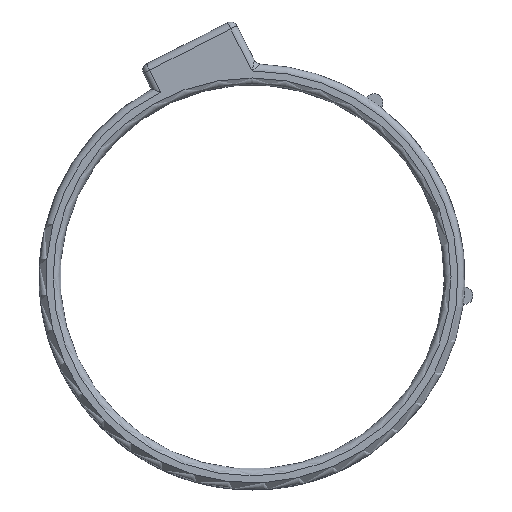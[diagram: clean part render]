
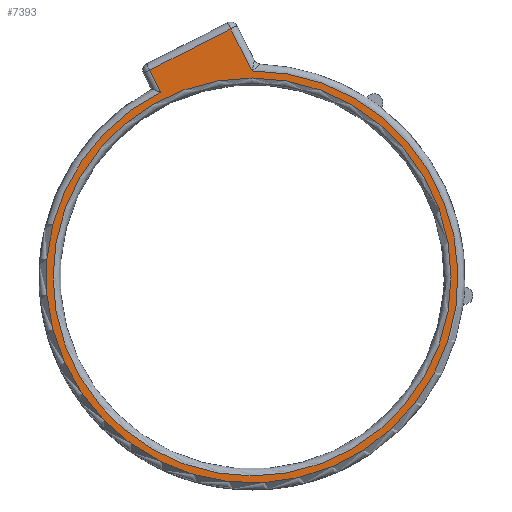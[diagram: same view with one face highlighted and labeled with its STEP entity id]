
A CAD part, top view. The second image highlights one B-rep face of the part: STEP entity #7393.
In plain terms, the highlighted planar face has unit normal (0, 0, 1).
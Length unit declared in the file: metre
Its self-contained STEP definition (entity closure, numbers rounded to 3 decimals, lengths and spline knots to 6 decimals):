
#199=PLANE('',#7969);
#941=CIRCLE('',#7970,0.0285);
#942=CIRCLE('',#7971,0.0295);
#1407=ORIENTED_EDGE('',*,*,#3747,.T.);
#1408=ORIENTED_EDGE('',*,*,#3748,.T.);
#1409=ORIENTED_EDGE('',*,*,#3749,.T.);
#1410=ORIENTED_EDGE('',*,*,#3750,.T.);
#1411=ORIENTED_EDGE('',*,*,#3751,.T.);
#3747=EDGE_CURVE('',#4911,#4911,#941,.F.);
#3748=EDGE_CURVE('',#4912,#4913,#5407,.T.);
#3749=EDGE_CURVE('',#4913,#4914,#5408,.T.);
#3750=EDGE_CURVE('',#4914,#4915,#5409,.F.);
#3751=EDGE_CURVE('',#4915,#4912,#942,.T.);
#4911=VERTEX_POINT('',#11174);
#4912=VERTEX_POINT('',#11176);
#4913=VERTEX_POINT('',#11177);
#4914=VERTEX_POINT('',#11179);
#4915=VERTEX_POINT('',#11181);
#5407=LINE('',#11175,#5904);
#5408=LINE('',#11178,#5905);
#5409=LINE('',#11180,#5906);
#5904=VECTOR('',#8694,1.);
#5905=VECTOR('',#8695,1.);
#5906=VECTOR('',#8696,1.);
#6366=EDGE_LOOP('',(#1407));
#6367=EDGE_LOOP('',(#1408,#1409,#1410,#1411));
#6842=FACE_BOUND('',#6366,.T.);
#6843=FACE_BOUND('',#6367,.T.);
#7393=ADVANCED_FACE('',(#6842,#6843),#199,.T.);
#7969=AXIS2_PLACEMENT_3D('',#11172,#8690,#8691);
#7970=AXIS2_PLACEMENT_3D('',#11173,#8692,#8693);
#7971=AXIS2_PLACEMENT_3D('',#11182,#8697,#8698);
#8690=DIRECTION('',(0.,0.,1.));
#8691=DIRECTION('',(1.,0.,0.));
#8692=DIRECTION('',(0.,0.,1.));
#8693=DIRECTION('',(1.,0.,0.));
#8694=DIRECTION('',(-0.454,0.891,0.));
#8695=DIRECTION('',(-0.891,-0.454,0.));
#8696=DIRECTION('',(-0.454,0.891,0.));
#8697=DIRECTION('',(0.,0.,1.));
#8698=DIRECTION('',(1.,0.,0.));
#11172=CARTESIAN_POINT('',(0.,0.,0.0035));
#11173=CARTESIAN_POINT('',(0.,0.,0.0035));
#11174=CARTESIAN_POINT('',(0.0285,0.,0.0035));
#11175=CARTESIAN_POINT('',(-0.003518,0.036405,0.0035));
#11176=CARTESIAN_POINT('',(0.,0.0295,0.0035));
#11177=CARTESIAN_POINT('',(-0.003064,0.035514,0.0035));
#11178=CARTESIAN_POINT('',(-0.015539,0.029158,0.0035));
#11179=CARTESIAN_POINT('',(-0.014648,0.029612,0.0035));
#11180=CARTESIAN_POINT('',(-0.013494,0.027349,0.0035));
#11181=CARTESIAN_POINT('',(-0.013042,0.026461,0.0035));
#11182=CARTESIAN_POINT('',(0.,0.,0.0035));
